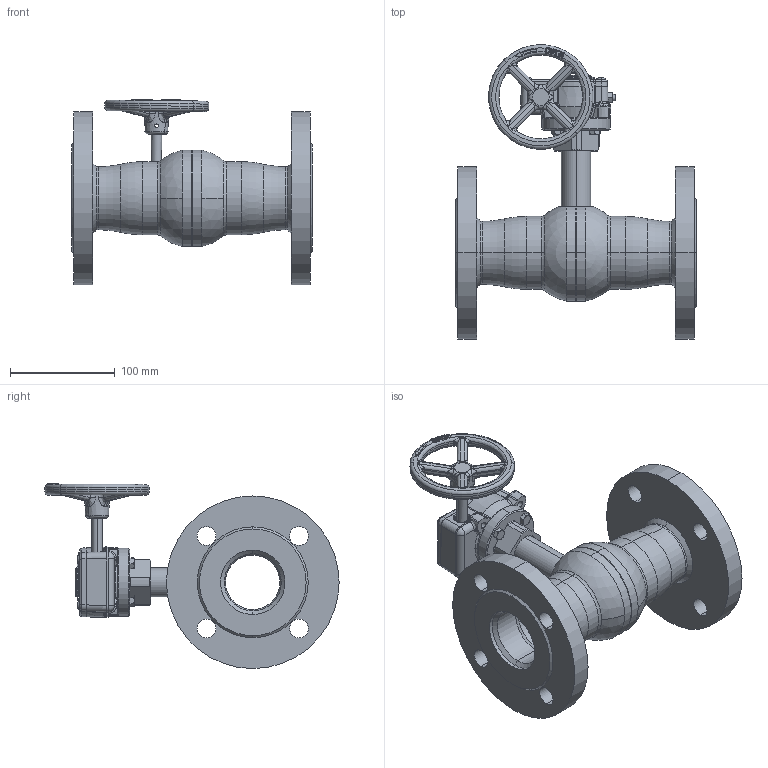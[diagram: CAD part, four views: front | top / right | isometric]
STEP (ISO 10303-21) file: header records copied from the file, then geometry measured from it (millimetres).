
FILE_DESCRIPTION (( 'STEP AP214' ), '1' );
FILE_NAME ('8600440050 480.step', '2025-05-29T08:22:07', ( '' ), ( '' ), 'SwSTEP 2.0', 'SolidWorks 2023', '' );
FILE_SCHEMA (( 'AUTOMOTIVE_DESIGN' ));
Length unit declared in the file: millimetre
Products named in the file (1): 8600440050 480
Bounding box: 230 x 281.13 x 177.01 mm (x, y, z)
Surface area: 227787.2 mm2 (no closed solid volume)
Topology: 0 solids, 23 shells, 928 faces, 2584 edges, 1633 vertices
Faces by surface type: plane 292, bspline 208, cylinder 187, cone 148, torus 69, sphere 24
Entity records: 44823 total; most frequent: CARTESIAN_POINT 23197, ORIENTED_EDGE 4647, DIRECTION 4113, EDGE_CURVE 2584, VERTEX_POINT 1633, AXIS2_PLACEMENT_3D 1610, EDGE_LOOP 1008, FACE_OUTER_BOUND 928
